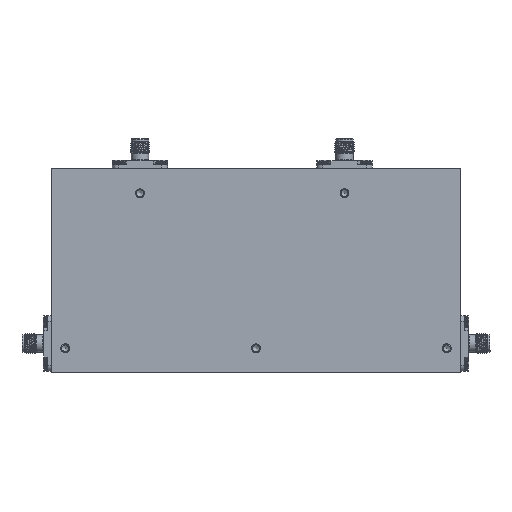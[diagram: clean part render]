
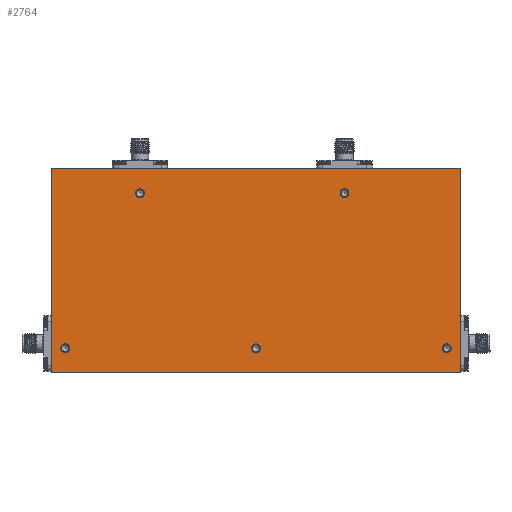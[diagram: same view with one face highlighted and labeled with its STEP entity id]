
A CAD part, front view. The second image highlights one B-rep face of the part: STEP entity #2764.
In plain terms, the highlighted planar face has unit normal (0, -1, 0).
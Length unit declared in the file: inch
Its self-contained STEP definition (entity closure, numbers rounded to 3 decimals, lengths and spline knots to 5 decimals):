
#282 = EDGE_CURVE ( 'NONE', #20710, #20710, #7312, .T. ) ;
#336 = AXIS2_PLACEMENT_3D ( 'NONE', #33790, #3645, #9078 ) ;
#544 = LINE ( 'NONE', #3609, #23019 ) ;
#978 = VERTEX_POINT ( 'NONE', #16518 ) ;
#1433 = EDGE_CURVE ( 'NONE', #10758, #12788, #23254, .T. ) ;
#1602 = DIRECTION ( 'NONE',  ( 0., 0., -1. ) ) ;
#2363 = DIRECTION ( 'NONE',  ( 0., 0., -1. ) ) ;
#2764 = ADVANCED_FACE ( 'NONE', ( #3834, #28183, #12299, #34329, #14851, #33969 ), #12118, .T. ) ;
#3172 = CARTESIAN_POINT ( 'NONE',  ( -1.475, -0.375, 0.986 ) ) ;
#3609 = CARTESIAN_POINT ( 'NONE',  ( -2.6, -0.375, 1.3 ) ) ;
#3645 = DIRECTION ( 'NONE',  ( 0., -1., 0. ) ) ;
#3834 = FACE_OUTER_BOUND ( 'NONE', #16554, .T. ) ;
#4703 = LINE ( 'NONE', #15708, #7752 ) ;
#5007 = AXIS2_PLACEMENT_3D ( 'NONE', #10091, #34613, #1602 ) ;
#5035 = DIRECTION ( 'NONE',  ( 0., 0., -1. ) ) ;
#5812 = VERTEX_POINT ( 'NONE', #15722 ) ;
#6011 = DIRECTION ( 'NONE',  ( 0., 0., -1. ) ) ;
#6051 = EDGE_CURVE ( 'NONE', #34765, #34765, #7522, .T. ) ;
#7312 = CIRCLE ( 'NONE', #5007, 0.056 ) ;
#7522 = CIRCLE ( 'NONE', #15571, 0.056 ) ;
#7752 = VECTOR ( 'NONE', #15177, 39.37008 ) ;
#8550 = CARTESIAN_POINT ( 'NONE',  ( -2.425, -0.375, -0.986 ) ) ;
#9078 = DIRECTION ( 'NONE',  ( 0., 0., -1. ) ) ;
#9317 = CARTESIAN_POINT ( 'NONE',  ( -2.425, -0.375, -1.042 ) ) ;
#9471 = ORIENTED_EDGE ( 'NONE', *, *, #20905, .F. ) ;
#9485 = CIRCLE ( 'NONE', #30736, 0.056 ) ;
#10058 = CARTESIAN_POINT ( 'NONE',  ( 1.125, -0.375, 0.93 ) ) ;
#10091 = CARTESIAN_POINT ( 'NONE',  ( 2.425, -0.375, -0.986 ) ) ;
#10237 = CARTESIAN_POINT ( 'NONE',  ( 2.425, -0.375, -1.042 ) ) ;
#10608 = EDGE_CURVE ( 'NONE', #12788, #5812, #29458, .T. ) ;
#10758 = VERTEX_POINT ( 'NONE', #24904 ) ;
#12118 = PLANE ( 'NONE',  #336 ) ;
#12299 = FACE_BOUND ( 'NONE', #33851, .T. ) ;
#12788 = VERTEX_POINT ( 'NONE', #15119 ) ;
#13514 = DIRECTION ( 'NONE',  ( 0., -1., 0. ) ) ;
#13683 = DIRECTION ( 'NONE',  ( 0., 0., -1. ) ) ;
#13800 = EDGE_LOOP ( 'NONE', ( #31943 ) ) ;
#14294 = EDGE_LOOP ( 'NONE', ( #14982 ) ) ;
#14851 = FACE_BOUND ( 'NONE', #35632, .T. ) ;
#14982 = ORIENTED_EDGE ( 'NONE', *, *, #6051, .F. ) ;
#15119 = CARTESIAN_POINT ( 'NONE',  ( 2.6, -0.375, 1.3 ) ) ;
#15177 = DIRECTION ( 'NONE',  ( -1., 0., 0. ) ) ;
#15571 = AXIS2_PLACEMENT_3D ( 'NONE', #18988, #35554, #16428 ) ;
#15708 = CARTESIAN_POINT ( 'NONE',  ( -2.6, -0.375, -1.3 ) ) ;
#15722 = CARTESIAN_POINT ( 'NONE',  ( 2.6, -0.375, -1.3 ) ) ;
#16428 = DIRECTION ( 'NONE',  ( 0., 0., -1. ) ) ;
#16484 = ORIENTED_EDGE ( 'NONE', *, *, #10608, .F. ) ;
#16518 = CARTESIAN_POINT ( 'NONE',  ( -2.6, -0.375, -1.3 ) ) ;
#16554 = EDGE_LOOP ( 'NONE', ( #16484, #35409, #9471, #35583 ) ) ;
#16719 = CARTESIAN_POINT ( 'NONE',  ( 0., -0.375, -1.042 ) ) ;
#16829 = EDGE_CURVE ( 'NONE', #17248, #17248, #21704, .T. ) ;
#17050 = ORIENTED_EDGE ( 'NONE', *, *, #25617, .F. ) ;
#17248 = VERTEX_POINT ( 'NONE', #28235 ) ;
#18163 = VECTOR ( 'NONE', #25958, 39.37008 ) ;
#18988 = CARTESIAN_POINT ( 'NONE',  ( 1.125, -0.375, 0.986 ) ) ;
#19299 = CARTESIAN_POINT ( 'NONE',  ( 0., -0.375, -0.986 ) ) ;
#19392 = CIRCLE ( 'NONE', #19982, 0.056 ) ;
#19742 = DIRECTION ( 'NONE',  ( 0., -1., 0. ) ) ;
#19916 = ORIENTED_EDGE ( 'NONE', *, *, #16829, .F. ) ;
#19982 = AXIS2_PLACEMENT_3D ( 'NONE', #19299, #13514, #5035 ) ;
#19986 = VERTEX_POINT ( 'NONE', #9317 ) ;
#20580 = CARTESIAN_POINT ( 'NONE',  ( -2.6, -0.375, 1.3 ) ) ;
#20710 = VERTEX_POINT ( 'NONE', #10237 ) ;
#20905 = EDGE_CURVE ( 'NONE', #978, #10758, #544, .T. ) ;
#21704 = CIRCLE ( 'NONE', #27450, 0.056 ) ;
#23019 = VECTOR ( 'NONE', #28156, 39.37008 ) ;
#23254 = LINE ( 'NONE', #20580, #18163 ) ;
#24904 = CARTESIAN_POINT ( 'NONE',  ( -2.6, -0.375, 1.3 ) ) ;
#25617 = EDGE_CURVE ( 'NONE', #29423, #29423, #19392, .T. ) ;
#25958 = DIRECTION ( 'NONE',  ( 1., 0., 0. ) ) ;
#26915 = CARTESIAN_POINT ( 'NONE',  ( 2.6, -0.375, 1.3 ) ) ;
#27450 = AXIS2_PLACEMENT_3D ( 'NONE', #3172, #30279, #13683 ) ;
#28156 = DIRECTION ( 'NONE',  ( 0., 0., 1. ) ) ;
#28183 = FACE_BOUND ( 'NONE', #35295, .T. ) ;
#28235 = CARTESIAN_POINT ( 'NONE',  ( -1.475, -0.375, 0.93 ) ) ;
#28354 = VECTOR ( 'NONE', #2363, 39.37008 ) ;
#28370 = ORIENTED_EDGE ( 'NONE', *, *, #29417, .F. ) ;
#28648 = EDGE_CURVE ( 'NONE', #5812, #978, #4703, .T. ) ;
#29417 = EDGE_CURVE ( 'NONE', #19986, #19986, #9485, .T. ) ;
#29423 = VERTEX_POINT ( 'NONE', #16719 ) ;
#29458 = LINE ( 'NONE', #26915, #28354 ) ;
#30279 = DIRECTION ( 'NONE',  ( 0., -1., 0. ) ) ;
#30736 = AXIS2_PLACEMENT_3D ( 'NONE', #8550, #19742, #6011 ) ;
#31943 = ORIENTED_EDGE ( 'NONE', *, *, #282, .F. ) ;
#33790 = CARTESIAN_POINT ( 'NONE',  ( 0., -0.375, 0. ) ) ;
#33851 = EDGE_LOOP ( 'NONE', ( #17050 ) ) ;
#33969 = FACE_BOUND ( 'NONE', #14294, .T. ) ;
#34329 = FACE_BOUND ( 'NONE', #13800, .T. ) ;
#34613 = DIRECTION ( 'NONE',  ( 0., -1., 0. ) ) ;
#34765 = VERTEX_POINT ( 'NONE', #10058 ) ;
#35295 = EDGE_LOOP ( 'NONE', ( #28370 ) ) ;
#35409 = ORIENTED_EDGE ( 'NONE', *, *, #1433, .F. ) ;
#35554 = DIRECTION ( 'NONE',  ( 0., -1., 0. ) ) ;
#35583 = ORIENTED_EDGE ( 'NONE', *, *, #28648, .F. ) ;
#35632 = EDGE_LOOP ( 'NONE', ( #19916 ) ) ;
